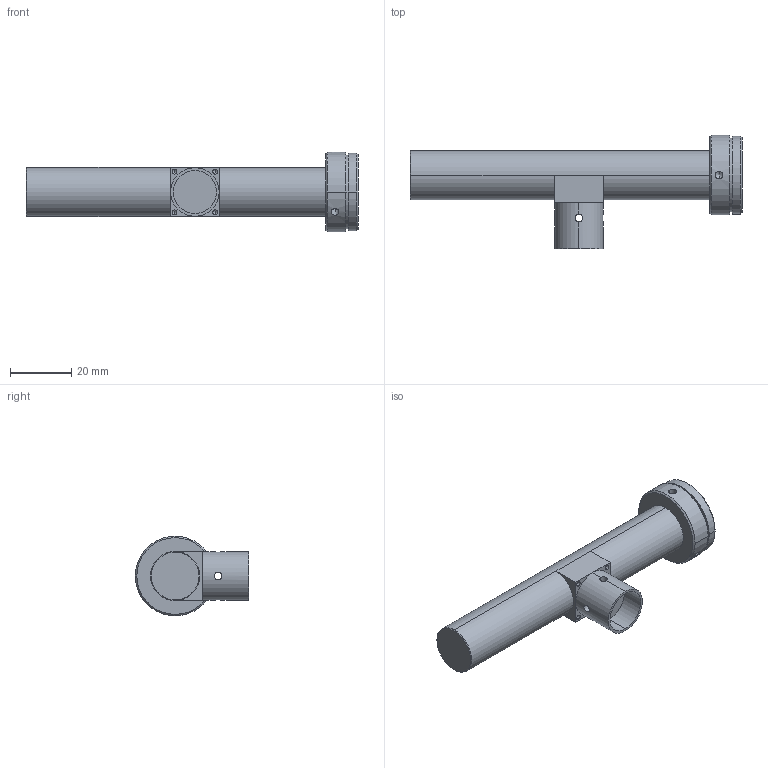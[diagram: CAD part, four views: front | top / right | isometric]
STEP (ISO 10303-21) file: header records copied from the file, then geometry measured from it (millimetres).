
FILE_DESCRIPTION (( 'STEP AP203' ), '1' );
FILE_NAME ('WWL15-110CN.STEP', '2019-12-03T06:36:32', ( 'Windows 蚚誧' ), ( '' ), 'SwSTEP 2.0', 'SolidWorks 2017', '' );
FILE_SCHEMA (( 'CONFIG_CONTROL_DESIGN' ));
Length unit declared in the file: millimetre
Products named in the file (1): WWL15-110CN
Bounding box: 108.3 x 37 x 26 mm (x, y, z)
Volume: 27220.4 mm3; surface area: 8710.7 mm2
Topology: 1 solids, 1 shells, 67 faces, 162 edges, 91 vertices
Faces by surface type: cylinder 35, cone 20, plane 12
Entity records: 2146 total; most frequent: CARTESIAN_POINT 578, DIRECTION 320, ORIENTED_EDGE 296, EDGE_CURVE 148, AXIS2_PLACEMENT_3D 126, VERTEX_POINT 91, EDGE_LOOP 81, LINE 68
